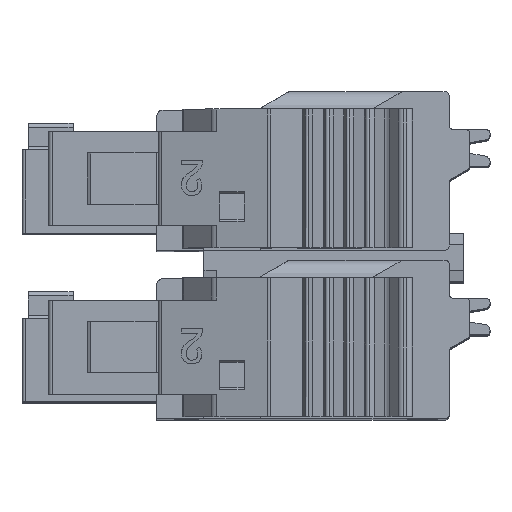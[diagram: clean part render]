
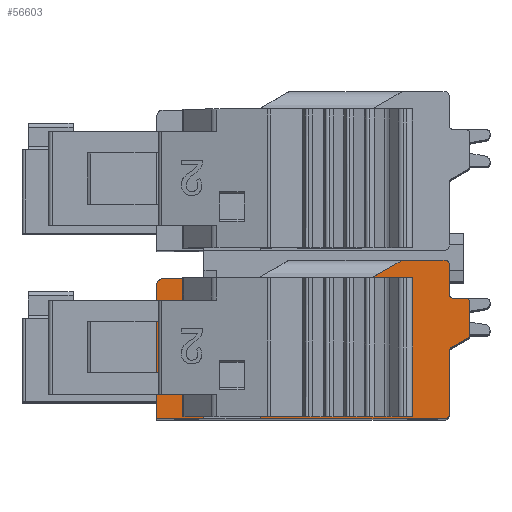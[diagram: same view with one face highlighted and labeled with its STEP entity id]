
A CAD part, top view. The second image highlights one B-rep face of the part: STEP entity #56603.
In plain terms, the highlighted planar face has unit normal (0, 0, 1).
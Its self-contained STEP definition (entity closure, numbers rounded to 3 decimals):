
#2695=DIRECTION('',(0.,1.,0.));
#2696=VECTOR('',#2695,3.107);
#2697=CARTESIAN_POINT('',(34.256,8.538,51.275));
#2698=LINE('',#2697,#2696);
#2843=DIRECTION('',(1.,0.,0.));
#2844=VECTOR('',#2843,14.1);
#2845=CARTESIAN_POINT('',(19.956,8.338,51.275));
#2846=LINE('',#2845,#2844);
#3123=DIRECTION('',(0.,-1.,0.));
#3124=VECTOR('',#3123,6.55);
#3125=CARTESIAN_POINT('',(19.956,14.888,51.275));
#3126=LINE('',#3125,#3124);
#6459=DIRECTION('',(-1.,0.,0.));
#6460=VECTOR('',#6459,2.1);
#6461=CARTESIAN_POINT('',(34.056,16.088,51.275));
#6462=LINE('',#6461,#6460);
#6708=DIRECTION('',(1.,0.,0.));
#6709=VECTOR('',#6708,0.968);
#6710=CARTESIAN_POINT('',(26.932,8.438,51.275));
#6711=LINE('',#6710,#6709);
#6712=DIRECTION('',(0.866,0.5,0.));
#6713=VECTOR('',#6712,1.8);
#6714=CARTESIAN_POINT('',(30.397,15.188,51.275));
#6715=LINE('',#6714,#6713);
#6716=CARTESIAN_POINT('',(34.056,15.888,51.275));
#6717=DIRECTION('',(0.,0.,-1.));
#6718=DIRECTION('',(0.,1.,0.));
#6719=AXIS2_PLACEMENT_3D('',#6716,#6717,#6718);
#6721=CARTESIAN_POINT('',(34.456,14.438,51.275));
#6722=DIRECTION('',(0.,0.,1.));
#6723=DIRECTION('',(-1.,0.,0.));
#6724=AXIS2_PLACEMENT_3D('',#6721,#6722,#6723);
#6726=CARTESIAN_POINT('',(35.056,14.038,51.275));
#6727=DIRECTION('',(0.,0.,-1.));
#6728=DIRECTION('',(0.,1.,0.));
#6729=AXIS2_PLACEMENT_3D('',#6726,#6727,#6728);
#6731=CARTESIAN_POINT('',(35.056,12.453,51.275));
#6732=DIRECTION('',(0.,0.,-1.));
#6733=DIRECTION('',(1.,0.,0.));
#6734=AXIS2_PLACEMENT_3D('',#6731,#6732,#6733);
#6736=DIRECTION('',(-0.866,-0.5,0.));
#6737=VECTOR('',#6736,0.924);
#6738=CARTESIAN_POINT('',(35.156,12.28,51.275));
#6739=LINE('',#6738,#6737);
#6740=CARTESIAN_POINT('',(34.456,11.645,51.275));
#6741=DIRECTION('',(0.,0.,1.));
#6742=DIRECTION('',(-0.5,0.866,0.));
#6743=AXIS2_PLACEMENT_3D('',#6740,#6741,#6742);
#6745=CARTESIAN_POINT('',(34.056,8.538,51.275));
#6746=DIRECTION('',(0.,0.,-1.));
#6747=DIRECTION('',(1.,0.,0.));
#6748=AXIS2_PLACEMENT_3D('',#6745,#6746,#6747);
#6750=CARTESIAN_POINT('',(20.256,14.888,51.275));
#6751=DIRECTION('',(0.,0.,-1.));
#6752=DIRECTION('',(-1.,0.,0.));
#6753=AXIS2_PLACEMENT_3D('',#6750,#6751,#6752);
#6755=DIRECTION('',(1.,0.,0.));
#6756=VECTOR('',#6755,1.721);
#6757=CARTESIAN_POINT('',(22.765,8.488,51.275));
#6758=LINE('',#6757,#6756);
#6759=DIRECTION('',(-1.,0.,0.));
#6760=VECTOR('',#6759,1.721);
#6761=CARTESIAN_POINT('',(24.486,14.218,51.275));
#6762=LINE('',#6761,#6760);
#6763=DIRECTION('',(0.,1.,0.));
#6764=VECTOR('',#6763,6.75);
#6765=CARTESIAN_POINT('',(26.932,8.438,51.275));
#6766=LINE('',#6765,#6764);
#6779=DIRECTION('',(-1.,0.,0.));
#6780=VECTOR('',#6779,2.497);
#6781=CARTESIAN_POINT('',(30.397,15.188,51.275));
#6782=LINE('',#6781,#6780);
#6801=DIRECTION('',(-1.,0.,0.));
#6802=VECTOR('',#6801,6.676);
#6803=CARTESIAN_POINT('',(26.932,15.188,51.275));
#6804=LINE('',#6803,#6802);
#28672=DIRECTION('',(0.,-1.,0.));
#28673=VECTOR('',#28672,6.75);
#28674=CARTESIAN_POINT('',(27.901,15.188,51.275));
#28675=LINE('',#28674,#28673);
#29428=DIRECTION('',(0.,1.,0.));
#29429=VECTOR('',#29428,5.73);
#29430=CARTESIAN_POINT('',(22.765,8.488,51.275));
#29431=LINE('',#29430,#29429);
#29440=DIRECTION('',(0.,-1.,0.));
#29441=VECTOR('',#29440,5.73);
#29442=CARTESIAN_POINT('',(24.486,14.218,51.275));
#29443=LINE('',#29442,#29441);
#30150=DIRECTION('',(0.,1.,0.));
#30151=VECTOR('',#30150,1.45);
#30152=CARTESIAN_POINT('',(34.256,14.438,51.275));
#30153=LINE('',#30152,#30151);
#30438=DIRECTION('',(-1.,0.,0.));
#30439=VECTOR('',#30438,0.6);
#30440=CARTESIAN_POINT('',(35.056,14.238,51.275));
#30441=LINE('',#30440,#30439);
#30454=DIRECTION('',(0.,1.,0.));
#30455=VECTOR('',#30454,1.585);
#30456=CARTESIAN_POINT('',(35.256,12.453,51.275));
#30457=LINE('',#30456,#30455);
#38676=CARTESIAN_POINT('',(34.256,8.538,51.275));
#38678=VERTEX_POINT('',#38676);
#38680=CARTESIAN_POINT('',(34.256,11.645,51.275));
#38681=VERTEX_POINT('',#38680);
#38825=CARTESIAN_POINT('',(34.056,8.338,51.275));
#38827=VERTEX_POINT('',#38825);
#38828=CARTESIAN_POINT('',(19.956,8.338,51.275));
#38830=VERTEX_POINT('',#38828);
#39022=CARTESIAN_POINT('',(19.956,14.888,51.275));
#39023=VERTEX_POINT('',#39022);
#39446=CARTESIAN_POINT('',(30.397,15.188,51.275));
#39447=VERTEX_POINT('',#39446);
#39448=CARTESIAN_POINT('',(27.901,15.188,51.275));
#39449=VERTEX_POINT('',#39448);
#39456=CARTESIAN_POINT('',(26.932,15.188,51.275));
#39457=VERTEX_POINT('',#39456);
#39458=CARTESIAN_POINT('',(20.256,15.188,51.275));
#39459=VERTEX_POINT('',#39458);
#40814=CARTESIAN_POINT('',(34.056,16.088,51.275));
#40815=VERTEX_POINT('',#40814);
#40816=CARTESIAN_POINT('',(31.956,16.088,51.275));
#40817=VERTEX_POINT('',#40816);
#40920=CARTESIAN_POINT('',(34.356,11.818,51.275));
#40921=VERTEX_POINT('',#40920);
#40922=CARTESIAN_POINT('',(35.156,12.28,51.275));
#40923=VERTEX_POINT('',#40922);
#40924=CARTESIAN_POINT('',(26.932,8.438,51.275));
#40925=VERTEX_POINT('',#40924);
#40926=CARTESIAN_POINT('',(27.901,8.438,51.275));
#40927=VERTEX_POINT('',#40926);
#40928=CARTESIAN_POINT('',(34.256,15.888,51.275));
#40929=VERTEX_POINT('',#40928);
#40930=CARTESIAN_POINT('',(34.256,14.438,51.275));
#40931=VERTEX_POINT('',#40930);
#40932=CARTESIAN_POINT('',(34.456,14.238,51.275));
#40933=VERTEX_POINT('',#40932);
#40934=CARTESIAN_POINT('',(35.056,14.238,51.275));
#40935=VERTEX_POINT('',#40934);
#40936=CARTESIAN_POINT('',(35.256,14.038,51.275));
#40937=VERTEX_POINT('',#40936);
#40938=CARTESIAN_POINT('',(35.256,12.453,51.275));
#40939=VERTEX_POINT('',#40938);
#40940=CARTESIAN_POINT('',(22.765,8.488,51.275));
#40941=CARTESIAN_POINT('',(22.765,14.218,51.275));
#40942=VERTEX_POINT('',#40940);
#40943=VERTEX_POINT('',#40941);
#40944=CARTESIAN_POINT('',(24.486,8.488,51.275));
#40945=VERTEX_POINT('',#40944);
#40946=CARTESIAN_POINT('',(24.486,14.218,51.275));
#40947=VERTEX_POINT('',#40946);
#56551=CARTESIAN_POINT('',(26.228,12.858,51.275));
#56552=DIRECTION('',(0.,0.,1.));
#56553=DIRECTION('',(1.,0.,0.));
#56554=AXIS2_PLACEMENT_3D('',#56551,#56552,#56553);
#56555=PLANE('',#56554);
#56557=ORIENTED_EDGE('',*,*,#56556,.F.);
#56559=ORIENTED_EDGE('',*,*,#56558,.T.);
#56561=ORIENTED_EDGE('',*,*,#56560,.F.);
#56563=ORIENTED_EDGE('',*,*,#56562,.F.);
#56565=ORIENTED_EDGE('',*,*,#56564,.T.);
#56566=ORIENTED_EDGE('',*,*,#56155,.F.);
#56568=ORIENTED_EDGE('',*,*,#56567,.T.);
#56570=ORIENTED_EDGE('',*,*,#56569,.F.);
#56572=ORIENTED_EDGE('',*,*,#56571,.T.);
#56574=ORIENTED_EDGE('',*,*,#56573,.F.);
#56576=ORIENTED_EDGE('',*,*,#56575,.T.);
#56578=ORIENTED_EDGE('',*,*,#56577,.F.);
#56580=ORIENTED_EDGE('',*,*,#56579,.T.);
#56581=ORIENTED_EDGE('',*,*,#56543,.T.);
#56582=ORIENTED_EDGE('',*,*,#56532,.T.);
#56583=ORIENTED_EDGE('',*,*,#51481,.F.);
#56584=ORIENTED_EDGE('',*,*,#51664,.T.);
#56585=ORIENTED_EDGE('',*,*,#51679,.F.);
#56586=ORIENTED_EDGE('',*,*,#51928,.F.);
#56588=ORIENTED_EDGE('',*,*,#56587,.T.);
#56590=ORIENTED_EDGE('',*,*,#56589,.F.);
#56591=EDGE_LOOP('',(#56557,#56559,#56561,#56563,#56565,#56566,#56568,#56570,
#56572,#56574,#56576,#56578,#56580,#56581,#56582,#56583,#56584,#56585,#56586,
#56588,#56590));
#56592=FACE_OUTER_BOUND('',#56591,.F.);
#56594=ORIENTED_EDGE('',*,*,#56593,.F.);
#56596=ORIENTED_EDGE('',*,*,#56595,.T.);
#56598=ORIENTED_EDGE('',*,*,#56597,.F.);
#56600=ORIENTED_EDGE('',*,*,#56599,.T.);
#56601=EDGE_LOOP('',(#56594,#56596,#56598,#56600));
#56602=FACE_BOUND('',#56601,.F.);
#6720=CIRCLE('',#6719,0.2);
#6725=CIRCLE('',#6724,0.2);
#6730=CIRCLE('',#6729,0.2);
#6735=CIRCLE('',#6734,0.2);
#6744=CIRCLE('',#6743,0.2);
#6749=CIRCLE('',#6748,0.2);
#6754=CIRCLE('',#6753,0.3);
#51481=EDGE_CURVE('',#38678,#38681,#2698,.T.);
#51664=EDGE_CURVE('',#38678,#38827,#6749,.T.);
#51679=EDGE_CURVE('',#38830,#38827,#2846,.T.);
#51928=EDGE_CURVE('',#39023,#38830,#3126,.T.);
#56155=EDGE_CURVE('',#40815,#40817,#6462,.T.);
#56532=EDGE_CURVE('',#40921,#38681,#6744,.T.);
#56543=EDGE_CURVE('',#40923,#40921,#6739,.T.);
#56556=EDGE_CURVE('',#40925,#39457,#6766,.T.);
#56558=EDGE_CURVE('',#40925,#40927,#6711,.T.);
#56560=EDGE_CURVE('',#39449,#40927,#28675,.T.);
#56562=EDGE_CURVE('',#39447,#39449,#6782,.T.);
#56564=EDGE_CURVE('',#39447,#40817,#6715,.T.);
#56567=EDGE_CURVE('',#40815,#40929,#6720,.T.);
#56569=EDGE_CURVE('',#40931,#40929,#30153,.T.);
#56571=EDGE_CURVE('',#40931,#40933,#6725,.T.);
#56573=EDGE_CURVE('',#40935,#40933,#30441,.T.);
#56575=EDGE_CURVE('',#40935,#40937,#6730,.T.);
#56577=EDGE_CURVE('',#40939,#40937,#30457,.T.);
#56579=EDGE_CURVE('',#40939,#40923,#6735,.T.);
#56587=EDGE_CURVE('',#39023,#39459,#6754,.T.);
#56589=EDGE_CURVE('',#39457,#39459,#6804,.T.);
#56593=EDGE_CURVE('',#40942,#40943,#29431,.T.);
#56595=EDGE_CURVE('',#40942,#40945,#6758,.T.);
#56597=EDGE_CURVE('',#40947,#40945,#29443,.T.);
#56599=EDGE_CURVE('',#40947,#40943,#6762,.T.);
#56603=ADVANCED_FACE('',(#56592,#56602),#56555,.T.);
